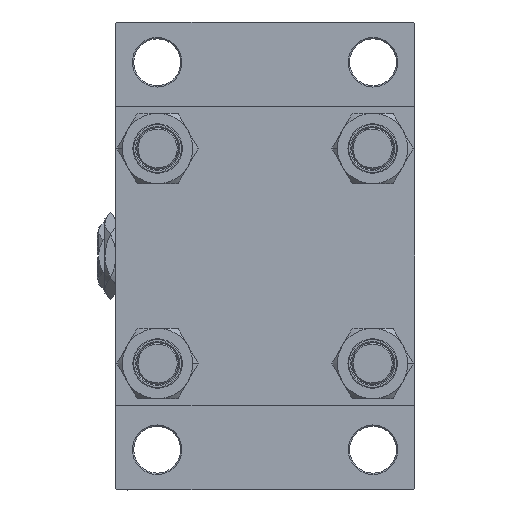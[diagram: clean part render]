
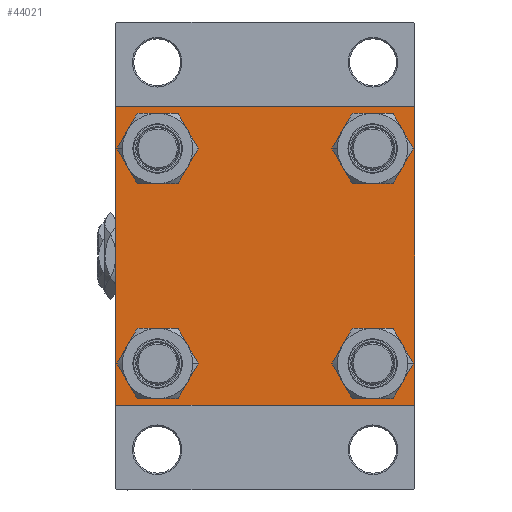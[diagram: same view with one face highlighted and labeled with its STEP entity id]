
A CAD part, left-side view. The second image highlights one B-rep face of the part: STEP entity #44021.
In plain terms, the highlighted planar face has unit normal (-1, 0, 0).
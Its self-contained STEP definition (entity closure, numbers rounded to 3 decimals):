
#186 = DIRECTION ( 'NONE',  ( 0., -1., 0. ) ) ;
#602 = CARTESIAN_POINT ( 'NONE',  ( 0., -57.5, 57. ) ) ;
#616 = EDGE_CURVE ( 'NONE', #42585, #44012, #28795, .T. ) ;
#646 = VERTEX_POINT ( 'NONE', #20947 ) ;
#1212 = ORIENTED_EDGE ( 'NONE', *, *, #43231, .F. ) ;
#1292 = DIRECTION ( 'NONE',  ( 1., 0., 0. ) ) ;
#1502 = VECTOR ( 'NONE', #21610, 1000. ) ;
#1637 = VERTEX_POINT ( 'NONE', #35819 ) ;
#1734 = CARTESIAN_POINT ( 'NONE',  ( 0., 57.5, -57.5 ) ) ;
#1768 = VECTOR ( 'NONE', #48622, 1000. ) ;
#1787 = ORIENTED_EDGE ( 'NONE', *, *, #46762, .T. ) ;
#2041 = CARTESIAN_POINT ( 'NONE',  ( 0., -57.5, -57. ) ) ;
#2187 = CIRCLE ( 'NONE', #36905, 8.5 ) ;
#2882 = CARTESIAN_POINT ( 'NONE',  ( 0., 41.35, -41.35 ) ) ;
#2890 = CARTESIAN_POINT ( 'NONE',  ( 0., 57.5, 57. ) ) ;
#2891 = AXIS2_PLACEMENT_3D ( 'NONE', #27603, #43008, #12429 ) ;
#3139 = EDGE_CURVE ( 'NONE', #14558, #646, #16174, .T. ) ;
#3199 = VERTEX_POINT ( 'NONE', #44731 ) ;
#3631 = CARTESIAN_POINT ( 'NONE',  ( 0., 57.25, 57.25 ) ) ;
#3750 = VERTEX_POINT ( 'NONE', #21618 ) ;
#3967 = VECTOR ( 'NONE', #42997, 1000. ) ;
#5507 = VERTEX_POINT ( 'NONE', #45611 ) ;
#5929 = LINE ( 'NONE', #44594, #1502 ) ;
#6256 = AXIS2_PLACEMENT_3D ( 'NONE', #23029, #37946, #34420 ) ;
#6835 = EDGE_LOOP ( 'NONE', ( #34260, #21252 ) ) ;
#6883 = EDGE_CURVE ( 'NONE', #14274, #34214, #21224, .T. ) ;
#7070 = LINE ( 'NONE', #30818, #46643 ) ;
#7260 = CIRCLE ( 'NONE', #49279, 8.5 ) ;
#7770 = ORIENTED_EDGE ( 'NONE', *, *, #24347, .T. ) ;
#7808 = CARTESIAN_POINT ( 'NONE',  ( 0., 0., 0. ) ) ;
#8307 = EDGE_CURVE ( 'NONE', #3750, #14558, #42029, .T. ) ;
#8516 = CARTESIAN_POINT ( 'NONE',  ( 0., -41.35, -32.85 ) ) ;
#8640 = CARTESIAN_POINT ( 'NONE',  ( 0., 41.35, 41.35 ) ) ;
#10311 = CARTESIAN_POINT ( 'NONE',  ( 0., -41.35, -41.35 ) ) ;
#10962 = DIRECTION ( 'NONE',  ( 0., 0., 1. ) ) ;
#11064 = DIRECTION ( 'NONE',  ( 0., 0., 1. ) ) ;
#11595 = FACE_BOUND ( 'NONE', #21433, .T. ) ;
#11842 = FACE_OUTER_BOUND ( 'NONE', #13589, .T. ) ;
#12033 = CARTESIAN_POINT ( 'NONE',  ( 0., 41.35, 41.35 ) ) ;
#12118 = ORIENTED_EDGE ( 'NONE', *, *, #27674, .T. ) ;
#12384 = VECTOR ( 'NONE', #25623, 1000. ) ;
#12429 = DIRECTION ( 'NONE',  ( 0., 0., 1. ) ) ;
#13136 = AXIS2_PLACEMENT_3D ( 'NONE', #50036, #39132, #41945 ) ;
#13417 = ORIENTED_EDGE ( 'NONE', *, *, #35538, .T. ) ;
#13589 = EDGE_LOOP ( 'NONE', ( #14386, #17496, #30261, #1787, #17156, #7770, #1212, #43472 ) ) ;
#14274 = VERTEX_POINT ( 'NONE', #21410 ) ;
#14359 = ORIENTED_EDGE ( 'NONE', *, *, #40447, .T. ) ;
#14386 = ORIENTED_EDGE ( 'NONE', *, *, #3139, .T. ) ;
#14558 = VERTEX_POINT ( 'NONE', #2890 ) ;
#16174 = LINE ( 'NONE', #28327, #36521 ) ;
#16360 = CARTESIAN_POINT ( 'NONE',  ( 0., -41.35, -49.85 ) ) ;
#16387 = DIRECTION ( 'NONE',  ( 0., -1., 0. ) ) ;
#16706 = DIRECTION ( 'NONE',  ( 0., 0., 1. ) ) ;
#16765 = AXIS2_PLACEMENT_3D ( 'NONE', #2882, #48640, #10962 ) ;
#17156 = ORIENTED_EDGE ( 'NONE', *, *, #45504, .F. ) ;
#17266 = VERTEX_POINT ( 'NONE', #602 ) ;
#17496 = ORIENTED_EDGE ( 'NONE', *, *, #45286, .T. ) ;
#18116 = CARTESIAN_POINT ( 'NONE',  ( 0., 57.25, -57.25 ) ) ;
#18760 = CARTESIAN_POINT ( 'NONE',  ( 0., 41.35, -49.85 ) ) ;
#19381 = CARTESIAN_POINT ( 'NONE',  ( 0., 41.35, 49.85 ) ) ;
#19924 = CARTESIAN_POINT ( 'NONE',  ( 0., -57., -57.5 ) ) ;
#20281 = DIRECTION ( 'NONE',  ( 0., 0., 1. ) ) ;
#20379 = EDGE_CURVE ( 'NONE', #41950, #37746, #31311, .T. ) ;
#20947 = CARTESIAN_POINT ( 'NONE',  ( 0., 57.5, -57. ) ) ;
#21224 = CIRCLE ( 'NONE', #13136, 8.5 ) ;
#21252 = ORIENTED_EDGE ( 'NONE', *, *, #6883, .T. ) ;
#21410 = CARTESIAN_POINT ( 'NONE',  ( 0., -41.35, 32.85 ) ) ;
#21433 = EDGE_LOOP ( 'NONE', ( #41470, #25061 ) ) ;
#21572 = LINE ( 'NONE', #40504, #1768 ) ;
#21610 = DIRECTION ( 'NONE',  ( 0., 0., -1. ) ) ;
#21618 = CARTESIAN_POINT ( 'NONE',  ( 0., 57., 57.5 ) ) ;
#23029 = CARTESIAN_POINT ( 'NONE',  ( 0., -41.35, -41.35 ) ) ;
#24321 = DIRECTION ( 'NONE',  ( 1., 0., 0. ) ) ;
#24347 = EDGE_CURVE ( 'NONE', #17266, #3199, #21572, .T. ) ;
#24482 = VERTEX_POINT ( 'NONE', #18760 ) ;
#24649 = VERTEX_POINT ( 'NONE', #2041 ) ;
#25061 = ORIENTED_EDGE ( 'NONE', *, *, #49711, .T. ) ;
#25623 = DIRECTION ( 'NONE',  ( 0., 0.707, -0.707 ) ) ;
#27033 = FACE_BOUND ( 'NONE', #6835, .T. ) ;
#27603 = CARTESIAN_POINT ( 'NONE',  ( 0., 41.35, -41.35 ) ) ;
#27674 = EDGE_CURVE ( 'NONE', #1637, #35126, #49539, .T. ) ;
#27726 = AXIS2_PLACEMENT_3D ( 'NONE', #8640, #1292, #16706 ) ;
#28163 = EDGE_LOOP ( 'NONE', ( #35249, #12118 ) ) ;
#28327 = CARTESIAN_POINT ( 'NONE',  ( 0., 57.5, 57.5 ) ) ;
#28795 = LINE ( 'NONE', #1734, #43749 ) ;
#29241 = CARTESIAN_POINT ( 'NONE',  ( 0., 57., -57.5 ) ) ;
#30261 = ORIENTED_EDGE ( 'NONE', *, *, #616, .T. ) ;
#30769 = LINE ( 'NONE', #18116, #46719 ) ;
#30818 = CARTESIAN_POINT ( 'NONE',  ( 0., 57.5, 57.5 ) ) ;
#30827 = PLANE ( 'NONE',  #47484 ) ;
#31311 = CIRCLE ( 'NONE', #6256, 8.5 ) ;
#31627 = DIRECTION ( 'NONE',  ( 0., 0., -1. ) ) ;
#31707 = CARTESIAN_POINT ( 'NONE',  ( 0., -41.35, 49.85 ) ) ;
#32595 = AXIS2_PLACEMENT_3D ( 'NONE', #10311, #33846, #11064 ) ;
#33560 = DIRECTION ( 'NONE',  ( 0., -0.707, -0.707 ) ) ;
#33846 = DIRECTION ( 'NONE',  ( 1., 0., 0. ) ) ;
#34214 = VERTEX_POINT ( 'NONE', #31707 ) ;
#34260 = ORIENTED_EDGE ( 'NONE', *, *, #42794, .T. ) ;
#34420 = DIRECTION ( 'NONE',  ( 0., 0., 1. ) ) ;
#34623 = DIRECTION ( 'NONE',  ( -1., 0., 0. ) ) ;
#34934 = LINE ( 'NONE', #47294, #3967 ) ;
#35126 = VERTEX_POINT ( 'NONE', #19381 ) ;
#35249 = ORIENTED_EDGE ( 'NONE', *, *, #48875, .T. ) ;
#35353 = FACE_BOUND ( 'NONE', #44046, .T. ) ;
#35538 = EDGE_CURVE ( 'NONE', #5507, #24482, #42431, .T. ) ;
#35819 = CARTESIAN_POINT ( 'NONE',  ( 0., 41.35, 32.85 ) ) ;
#36521 = VECTOR ( 'NONE', #31627, 1000. ) ;
#36696 = CARTESIAN_POINT ( 'NONE',  ( 0., -41.35, 41.35 ) ) ;
#36905 = AXIS2_PLACEMENT_3D ( 'NONE', #36696, #24321, #20281 ) ;
#37746 = VERTEX_POINT ( 'NONE', #16360 ) ;
#37946 = DIRECTION ( 'NONE',  ( 1., 0., 0. ) ) ;
#39132 = DIRECTION ( 'NONE',  ( 1., 0., 0. ) ) ;
#40447 = EDGE_CURVE ( 'NONE', #24482, #5507, #45035, .T. ) ;
#40504 = CARTESIAN_POINT ( 'NONE',  ( 0., -57.25, 57.25 ) ) ;
#41470 = ORIENTED_EDGE ( 'NONE', *, *, #20379, .T. ) ;
#41935 = DIRECTION ( 'NONE',  ( 0., 0., 1. ) ) ;
#41945 = DIRECTION ( 'NONE',  ( 0., 0., 1. ) ) ;
#41950 = VERTEX_POINT ( 'NONE', #8516 ) ;
#42029 = LINE ( 'NONE', #3631, #12384 ) ;
#42431 = CIRCLE ( 'NONE', #2891, 8.5 ) ;
#42585 = VERTEX_POINT ( 'NONE', #29241 ) ;
#42794 = EDGE_CURVE ( 'NONE', #34214, #14274, #2187, .T. ) ;
#42997 = DIRECTION ( 'NONE',  ( 0., -0.707, 0.707 ) ) ;
#43008 = DIRECTION ( 'NONE',  ( 1., 0., 0. ) ) ;
#43231 = EDGE_CURVE ( 'NONE', #3750, #3199, #7070, .T. ) ;
#43472 = ORIENTED_EDGE ( 'NONE', *, *, #8307, .T. ) ;
#43749 = VECTOR ( 'NONE', #16387, 1000. ) ;
#44012 = VERTEX_POINT ( 'NONE', #19924 ) ;
#44021 = ADVANCED_FACE ( 'NONE', ( #27033, #11595, #35353, #46473, #11842 ), #30827, .T. ) ;
#44046 = EDGE_LOOP ( 'NONE', ( #13417, #14359 ) ) ;
#44594 = CARTESIAN_POINT ( 'NONE',  ( 0., -57.5, 57.5 ) ) ;
#44731 = CARTESIAN_POINT ( 'NONE',  ( 0., -57., 57.5 ) ) ;
#45035 = CIRCLE ( 'NONE', #16765, 8.5 ) ;
#45286 = EDGE_CURVE ( 'NONE', #646, #42585, #30769, .T. ) ;
#45504 = EDGE_CURVE ( 'NONE', #17266, #24649, #5929, .T. ) ;
#45611 = CARTESIAN_POINT ( 'NONE',  ( 0., 41.35, -32.85 ) ) ;
#45683 = DIRECTION ( 'NONE',  ( 0., 0., 1. ) ) ;
#46329 = CIRCLE ( 'NONE', #32595, 8.5 ) ;
#46422 = DIRECTION ( 'NONE',  ( 1., 0., 0. ) ) ;
#46473 = FACE_BOUND ( 'NONE', #28163, .T. ) ;
#46643 = VECTOR ( 'NONE', #186, 1000. ) ;
#46719 = VECTOR ( 'NONE', #33560, 1000. ) ;
#46762 = EDGE_CURVE ( 'NONE', #44012, #24649, #34934, .T. ) ;
#47294 = CARTESIAN_POINT ( 'NONE',  ( 0., -57.25, -57.25 ) ) ;
#47484 = AXIS2_PLACEMENT_3D ( 'NONE', #7808, #34623, #41935 ) ;
#48622 = DIRECTION ( 'NONE',  ( 0., 0.707, 0.707 ) ) ;
#48640 = DIRECTION ( 'NONE',  ( 1., 0., 0. ) ) ;
#48875 = EDGE_CURVE ( 'NONE', #35126, #1637, #7260, .T. ) ;
#49279 = AXIS2_PLACEMENT_3D ( 'NONE', #12033, #46422, #45683 ) ;
#49539 = CIRCLE ( 'NONE', #27726, 8.5 ) ;
#49711 = EDGE_CURVE ( 'NONE', #37746, #41950, #46329, .T. ) ;
#50036 = CARTESIAN_POINT ( 'NONE',  ( 0., -41.35, 41.35 ) ) ;
